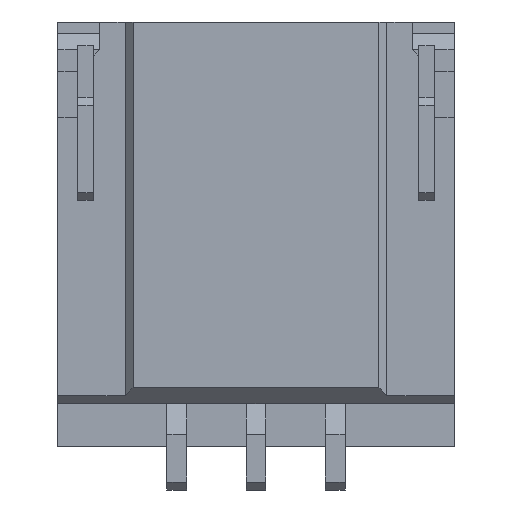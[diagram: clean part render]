
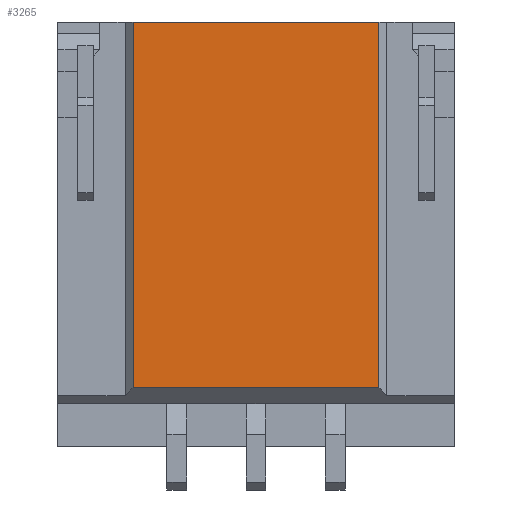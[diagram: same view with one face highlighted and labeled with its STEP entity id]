
A CAD part, front view. The second image highlights one B-rep face of the part: STEP entity #3265.
In plain terms, the highlighted planar face has unit normal (0, -1, 0).
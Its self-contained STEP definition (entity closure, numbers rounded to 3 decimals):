
#448=DIRECTION('',(-1.,0.,0.));
#449=VECTOR('',#448,3.1);
#450=CARTESIAN_POINT('',(1.55,-1.525,2.675));
#451=LINE('',#450,#449);
#921=DIRECTION('',(1.,0.,0.));
#922=VECTOR('',#921,3.1);
#923=CARTESIAN_POINT('',(-1.55,-1.525,-1.935));
#924=LINE('',#923,#922);
#925=DIRECTION('',(0.,0.,-1.));
#926=VECTOR('',#925,4.61);
#927=CARTESIAN_POINT('',(-1.55,-1.525,2.675));
#928=LINE('',#927,#926);
#929=DIRECTION('',(0.,0.,1.));
#930=VECTOR('',#929,4.61);
#931=CARTESIAN_POINT('',(1.55,-1.525,-1.935));
#932=LINE('',#931,#930);
#1617=CARTESIAN_POINT('',(1.55,-1.525,2.675));
#1619=VERTEX_POINT('',#1617);
#1622=CARTESIAN_POINT('',(-1.55,-1.525,2.675));
#1624=VERTEX_POINT('',#1622);
#1625=CARTESIAN_POINT('',(1.55,-1.525,-1.935));
#1627=VERTEX_POINT('',#1625);
#1639=CARTESIAN_POINT('',(-1.55,-1.525,-1.935));
#1640=VERTEX_POINT('',#1639);
#3254=CARTESIAN_POINT('',(-2.5,-1.525,-2.675));
#3255=DIRECTION('',(0.,-1.,0.));
#3256=DIRECTION('',(1.,0.,0.));
#3257=AXIS2_PLACEMENT_3D('',#3254,#3255,#3256);
#3258=PLANE('',#3257);
#3259=ORIENTED_EDGE('',*,*,#3235,.F.);
#3260=ORIENTED_EDGE('',*,*,#3216,.F.);
#3261=ORIENTED_EDGE('',*,*,#2612,.F.);
#3262=ORIENTED_EDGE('',*,*,#3246,.F.);
#3263=EDGE_LOOP('',(#3259,#3260,#3261,#3262));
#3264=FACE_OUTER_BOUND('',#3263,.F.);
#3265=ADVANCED_FACE('',(#3264),#3258,.T.);
#2612=EDGE_CURVE('',#1619,#1624,#451,.T.);
#3216=EDGE_CURVE('',#1624,#1640,#928,.T.);
#3235=EDGE_CURVE('',#1640,#1627,#924,.T.);
#3246=EDGE_CURVE('',#1627,#1619,#932,.T.);
